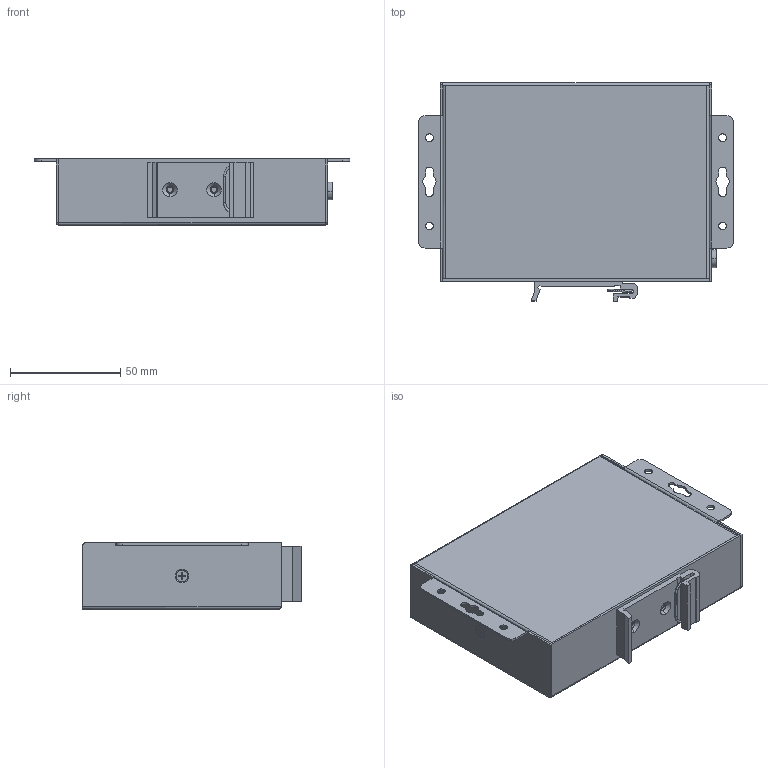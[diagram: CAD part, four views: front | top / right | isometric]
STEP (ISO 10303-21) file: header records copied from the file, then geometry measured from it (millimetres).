
FILE_DESCRIPTION((''),'2;1');
FILE_NAME('1__2__-3D_ASM','2024-06-18T',('changdong'),(''),'PRO/ENGINEER BY PARAMETRIC TECHNOLOGY CORPORATION, 2015240','PRO/ENGINEER BY PARAMETRIC TECHNOLOGY CORPORATION, 2015240','');
FILE_SCHEMA(('CONFIG_CONTROL_DESIGN'));
Length unit declared in the file: millimetre
Products named in the file (21): M3-PDM-LUOMU_T; 15EDGRC-3_5-06P-14-00AH; 104102005-1-2LED-LEK_T_1; 1-1RJ45-XM-CK_T_1; 106010001-BOMA-2_T_1; 106020004-RESET-ZHAOHUA_T_1; PCB-CKL-2S1T_T_1; 107011519-2P-508-90_T_1; PCB-CKL-2S1T_T_ASM_ASM; 1__2__PCB_ASM; M4-PDM-LUOMU_T; CROSS_RECESSED_COUNTERSUNK_HEAD; KAHUANG25MMM_1_T_2; ____25_T_2; 30MM_______ASM_T_ASM_2_ASM; 30MM__ASM_T_ASM_2_ASM; 25MM__T_ASM_ASM; 1__2______-________; GAIBAN-CKL_T; MO; 1__2__-3D_ASM
Assembly tree (27 placements, depth 5):
  1__2__-3D_ASM
    M3-PDM-LUOMU_T  x4
    1__2__PCB_ASM
      15EDGRC-3_5-06P-14-00AH
      PCB-CKL-2S1T_T_ASM_ASM
        104102005-1-2LED-LEK_T_1  x4
        1-1RJ45-XM-CK_T_1
        106010001-BOMA-2_T_1
        106020004-RESET-ZHAOHUA_T_1
        PCB-CKL-2S1T_T_1
        107011519-2P-508-90_T_1
    M4-PDM-LUOMU_T
    CROSS_RECESSED_COUNTERSUNK_HEAD  x2
    25MM__T_ASM_ASM
      30MM__ASM_T_ASM_2_ASM
        KAHUANG25MMM_1_T_2
        30MM_______ASM_T_ASM_2_ASM
          ____25_T_2
    1__2______-________
    GAIBAN-CKL_T
    MO
Bounding box: 143 x 99.5 x 30 mm (x, y, z)
Volume: 48267 mm3; surface area: 118491.6 mm2
Topology: 16 solids, 35 shells, 1307 faces, 3410 edges, 2218 vertices
Faces by surface type: plane 785, cylinder 460, cone 42, bspline 12, sphere 8
Entity records: 35445 total; most frequent: CARTESIAN_POINT 6921, DIRECTION 5845, ORIENTED_EDGE 5810, EDGE_CURVE 2913, VECTOR 2067, LINE 2067, VERTEX_POINT 1896, AXIS2_PLACEMENT_3D 1889
